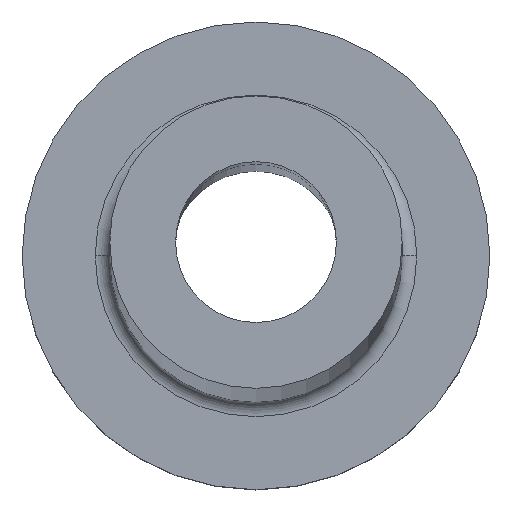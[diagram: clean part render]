
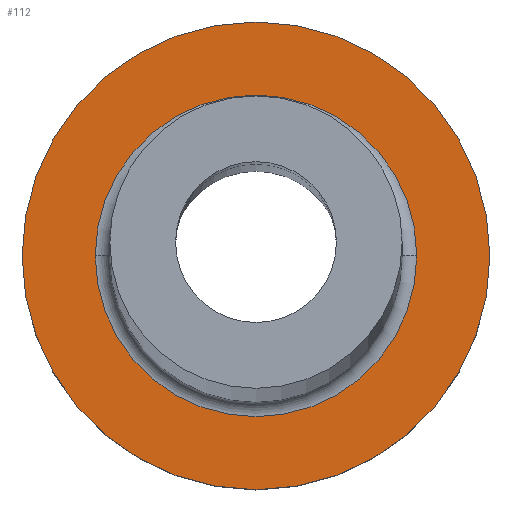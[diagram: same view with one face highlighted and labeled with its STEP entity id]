
A CAD part, top view. The second image highlights one B-rep face of the part: STEP entity #112.
In plain terms, the highlighted planar face has unit normal (0, 0, 1).
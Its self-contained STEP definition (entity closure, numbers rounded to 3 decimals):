
#2 = AXIS2_PLACEMENT_3D ( 'NONE', #97, #453, #213 ) ;
#11 = AXIS2_PLACEMENT_3D ( 'NONE', #378, #29, #137 ) ;
#13 = VERTEX_POINT ( 'NONE', #270 ) ;
#18 = FACE_OUTER_BOUND ( 'NONE', #405, .T. ) ;
#22 = DIRECTION ( 'NONE',  ( 0., 0., 1. ) ) ;
#29 = DIRECTION ( 'NONE',  ( 0., 0., 1. ) ) ;
#47 = DIRECTION ( 'NONE',  ( 0., 0., -1. ) ) ;
#73 = ORIENTED_EDGE ( 'NONE', *, *, #353, .T. ) ;
#80 = CARTESIAN_POINT ( 'NONE',  ( 0., 0., 5. ) ) ;
#85 = ORIENTED_EDGE ( 'NONE', *, *, #397, .T. ) ;
#97 = CARTESIAN_POINT ( 'NONE',  ( 0., 0., 5. ) ) ;
#112 = ADVANCED_FACE ( 'NONE', ( #124, #18 ), #304, .T. ) ;
#118 = DIRECTION ( 'NONE',  ( 1., 0., 0. ) ) ;
#124 = FACE_BOUND ( 'NONE', #318, .T. ) ;
#137 = DIRECTION ( 'NONE',  ( 1., 0., 0. ) ) ;
#176 = VERTEX_POINT ( 'NONE', #192 ) ;
#192 = CARTESIAN_POINT ( 'NONE',  ( 8., 0., 5. ) ) ;
#205 = CARTESIAN_POINT ( 'NONE',  ( 0., 0., 5. ) ) ;
#208 = CIRCLE ( 'NONE', #424, 5.5 ) ;
#211 = CIRCLE ( 'NONE', #2, 8. ) ;
#213 = DIRECTION ( 'NONE',  ( 1., 0., 0. ) ) ;
#226 = AXIS2_PLACEMENT_3D ( 'NONE', #80, #269, #118 ) ;
#228 = ORIENTED_EDGE ( 'NONE', *, *, #373, .T. ) ;
#230 = ORIENTED_EDGE ( 'NONE', *, *, #455, .T. ) ;
#249 = VERTEX_POINT ( 'NONE', #450 ) ;
#261 = CARTESIAN_POINT ( 'NONE',  ( 0., 0., 5. ) ) ;
#269 = DIRECTION ( 'NONE',  ( 0., 0., -1. ) ) ;
#270 = CARTESIAN_POINT ( 'NONE',  ( -5.5, 0., 5. ) ) ;
#295 = DIRECTION ( 'NONE',  ( 1., 0., 0. ) ) ;
#304 = PLANE ( 'NONE',  #11 ) ;
#318 = EDGE_LOOP ( 'NONE', ( #230, #85 ) ) ;
#320 = CIRCLE ( 'NONE', #226, 5.5 ) ;
#337 = VERTEX_POINT ( 'NONE', #410 ) ;
#353 = EDGE_CURVE ( 'NONE', #176, #337, #211, .T. ) ;
#373 = EDGE_CURVE ( 'NONE', #337, #176, #398, .T. ) ;
#378 = CARTESIAN_POINT ( 'NONE',  ( 0., 0., 5. ) ) ;
#381 = DIRECTION ( 'NONE',  ( 1., 0., 0. ) ) ;
#397 = EDGE_CURVE ( 'NONE', #13, #249, #320, .T. ) ;
#398 = CIRCLE ( 'NONE', #459, 8. ) ;
#405 = EDGE_LOOP ( 'NONE', ( #228, #73 ) ) ;
#410 = CARTESIAN_POINT ( 'NONE',  ( -8., 0., 5. ) ) ;
#424 = AXIS2_PLACEMENT_3D ( 'NONE', #261, #47, #295 ) ;
#450 = CARTESIAN_POINT ( 'NONE',  ( 5.5, 0., 5. ) ) ;
#453 = DIRECTION ( 'NONE',  ( 0., 0., 1. ) ) ;
#455 = EDGE_CURVE ( 'NONE', #249, #13, #208, .T. ) ;
#459 = AXIS2_PLACEMENT_3D ( 'NONE', #205, #22, #381 ) ;
